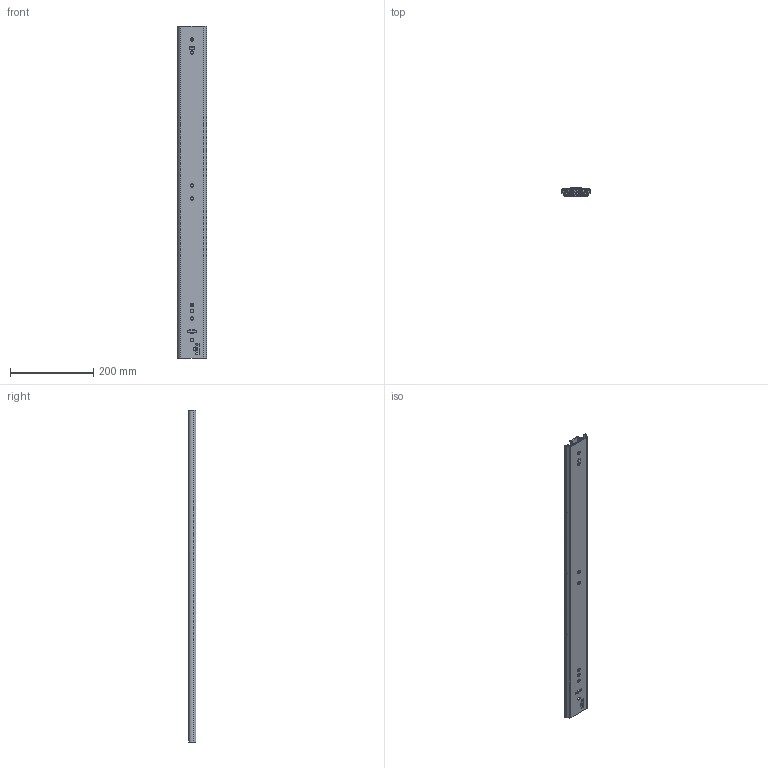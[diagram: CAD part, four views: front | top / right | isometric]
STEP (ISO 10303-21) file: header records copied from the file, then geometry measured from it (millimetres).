
FILE_DESCRIPTION((''),'2;1');
FILE_NAME('101-S69_ASM','2015-05-18T',('w.jans'),(''),'PRO/ENGINEER BY PARAMETRIC TECHNOLOGY CORPORATION, 2003450','PRO/ENGINEER BY PARAMETRIC TECHNOLOGY CORPORATION, 2003450','');
FILE_SCHEMA(('CONFIG_CONTROL_DESIGN'));
Length unit declared in the file: millimetre
Products named in the file (14): 101-S69-SKEL; 511-01-S69-TA1; 511-01-S69-TA1_ASM; 515-4XX-01-S69; 911-073; 515-4XX-01-S69_ASM; 512-01-S69-TA2; 512-01-S69-TA2_ASM; 515-5XX-01-S69; 911-078; 515-5XX-01-S69_ASM; 513-01-S69-TA3; 513-01-S69-TA3_ASM; 101-S69_ASM
Assembly tree (91 placements, depth 3):
  101-S69_ASM
    101-S69-SKEL
    511-01-S69-TA1_ASM
      511-01-S69-TA1
    515-4XX-01-S69_ASM
      515-4XX-01-S69
      911-073  x42
    512-01-S69-TA2_ASM
      512-01-S69-TA2
    515-5XX-01-S69_ASM
      515-5XX-01-S69
      911-078  x38
    513-01-S69-TA3_ASM
      513-01-S69-TA3
Bounding box: 70.9 x 18.4 x 800 mm (x, y, z)
Volume: 397180.2 mm3; surface area: 481416 mm2
Topology: 85 solids, 85 shells, 1659 faces, 4844 edges, 3018 vertices
Faces by surface type: plane 814, cylinder 641, sphere 160, cone 44
Entity records: 52970 total; most frequent: CARTESIAN_POINT 11290, DIRECTION 8803, ORIENTED_EDGE 8736, EDGE_CURVE 4368, AXIS2_PLACEMENT_3D 2948, VECTOR 2907, LINE 2907, VERTEX_POINT 2862
